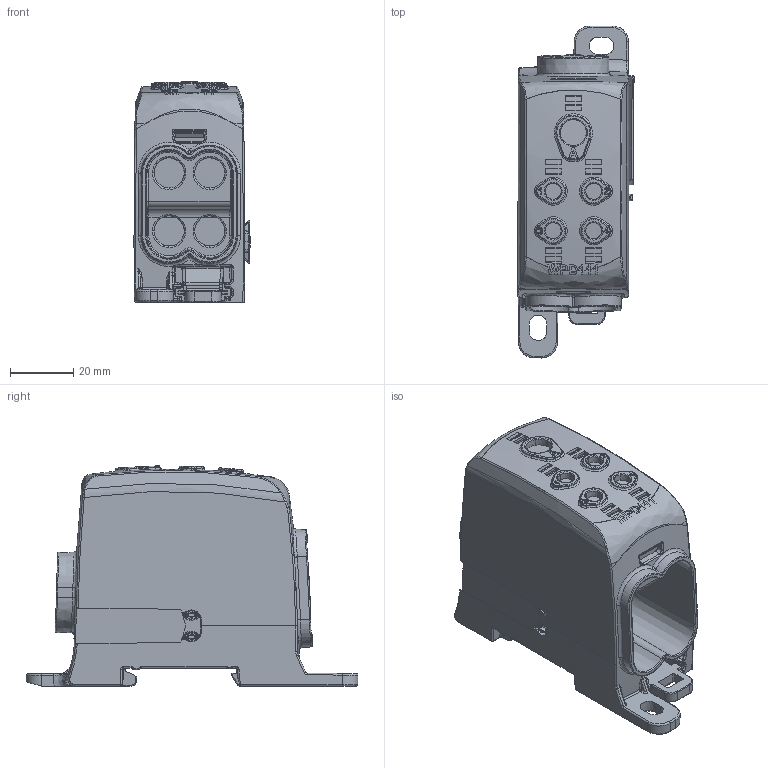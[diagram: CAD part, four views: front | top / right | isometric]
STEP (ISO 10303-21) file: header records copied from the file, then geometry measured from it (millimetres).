
FILE_DESCRIPTION(('CATIA V5 STEP Exchange','CAx-IF Rec.Pracs.--- Model Styling and Organization---1.5--- 2016-08-15','CAx-IF Rec.Pracs.---Supplemental Geometry---1.0---2011-11-01','CAx-IF Rec.Pracs.--- Composite Materials ---1.1---2010-07-15'),'2;1');
FILE_NAME ('1224898-1_0', '2025-09-22T07:36:14+00:00', ('none'), ('Weidmueller'), 'CATIA Version 5-6 Release 2024 SP4', 'CATIA V5 STEP AP214 v3', 'none');
FILE_SCHEMA(('AUTOMOTIVE_DESIGN { 1 0 10303 214 1 1 1 1 }'));
Products named in the file (1): 2730310000
Bounding box: 36.63 x 104.75 x 69.46 mm (x, y, z)
Volume: 132127.6 mm3; surface area: 37967.1 mm2
Topology: 2 solids, 10 shells, 2066 faces, 5521 edges, 3449 vertices
Faces by surface type: plane 863, bspline 559, cylinder 407, sphere 100, cone 80, torus 51, extrusion 6
Entity records: 97851 total; most frequent: CARTESIAN_POINT 55722, ORIENTED_EDGE 10904, EDGE_CURVE 5452, DIRECTION 5011, VERTEX_POINT 3449, B_SPLINE_CURVE_WITH_KNOTS 2891, EDGE_LOOP 2119, VECTOR 2075
